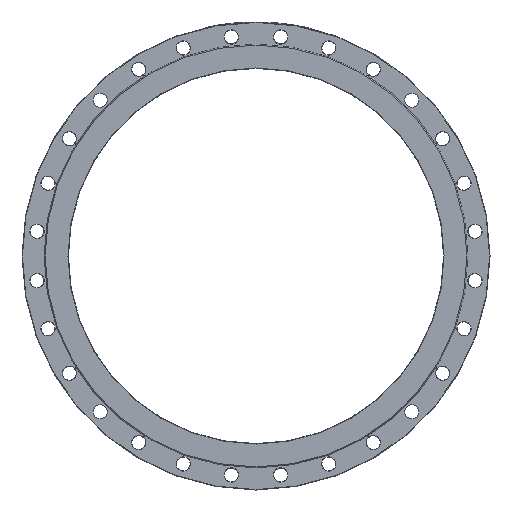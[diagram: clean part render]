
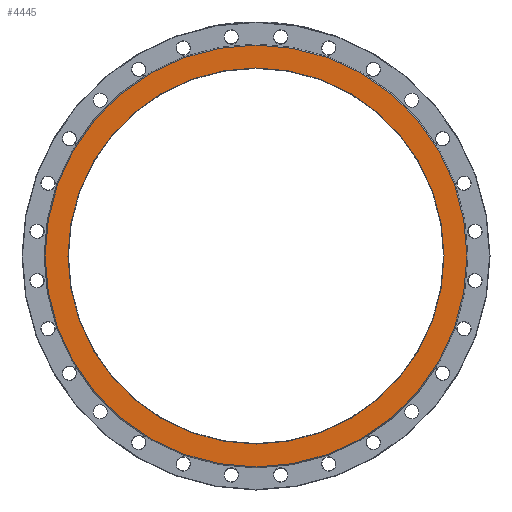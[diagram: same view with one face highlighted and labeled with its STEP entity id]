
A CAD part, left-side view. The second image highlights one B-rep face of the part: STEP entity #4445.
In plain terms, the highlighted planar face has unit normal (-1, 0, 0).
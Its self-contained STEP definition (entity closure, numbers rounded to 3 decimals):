
#1136 = EDGE_LOOP ( 'NONE', ( #2880 ) ) ;
#1521 = DIRECTION ( 'NONE',  ( 1., 0., 0. ) ) ;
#2424 = DIRECTION ( 'NONE',  ( 0., 0., -1. ) ) ;
#2574 = AXIS2_PLACEMENT_3D ( 'NONE', #7959, #3675, #6199 ) ;
#2689 = CIRCLE ( 'NONE', #3846, 448. ) ;
#2721 = VERTEX_POINT ( 'NONE', #7469 ) ;
#2880 = ORIENTED_EDGE ( 'NONE', *, *, #3235, .T. ) ;
#3235 = EDGE_CURVE ( 'NONE', #6446, #6446, #2689, .T. ) ;
#3382 = CARTESIAN_POINT ( 'NONE',  ( 0., 0., 0. ) ) ;
#3640 = EDGE_LOOP ( 'NONE', ( #5317 ) ) ;
#3675 = DIRECTION ( 'NONE',  ( -1., 0., 0. ) ) ;
#3846 = AXIS2_PLACEMENT_3D ( 'NONE', #3382, #1521, #7622 ) ;
#4197 = FACE_BOUND ( 'NONE', #1136, .T. ) ;
#4352 = PLANE ( 'NONE',  #5213 ) ;
#4445 = ADVANCED_FACE ( 'NONE', ( #4197, #7302 ), #4352, .F. ) ;
#4844 = CARTESIAN_POINT ( 'NONE',  ( 0., 0., -448. ) ) ;
#5213 = AXIS2_PLACEMENT_3D ( 'NONE', #6740, #7339, #2424 ) ;
#5317 = ORIENTED_EDGE ( 'NONE', *, *, #6877, .T. ) ;
#5530 = CIRCLE ( 'NONE', #2574, 502.5 ) ;
#6199 = DIRECTION ( 'NONE',  ( 0., 0., 1. ) ) ;
#6446 = VERTEX_POINT ( 'NONE', #4844 ) ;
#6740 = CARTESIAN_POINT ( 'NONE',  ( 0., 447., 0. ) ) ;
#6877 = EDGE_CURVE ( 'NONE', #2721, #2721, #5530, .T. ) ;
#7302 = FACE_OUTER_BOUND ( 'NONE', #3640, .T. ) ;
#7339 = DIRECTION ( 'NONE',  ( 1., 0., 0. ) ) ;
#7469 = CARTESIAN_POINT ( 'NONE',  ( 0., 0., 502.5 ) ) ;
#7622 = DIRECTION ( 'NONE',  ( 0., 0., -1. ) ) ;
#7959 = CARTESIAN_POINT ( 'NONE',  ( 0., 0., 0. ) ) ;
